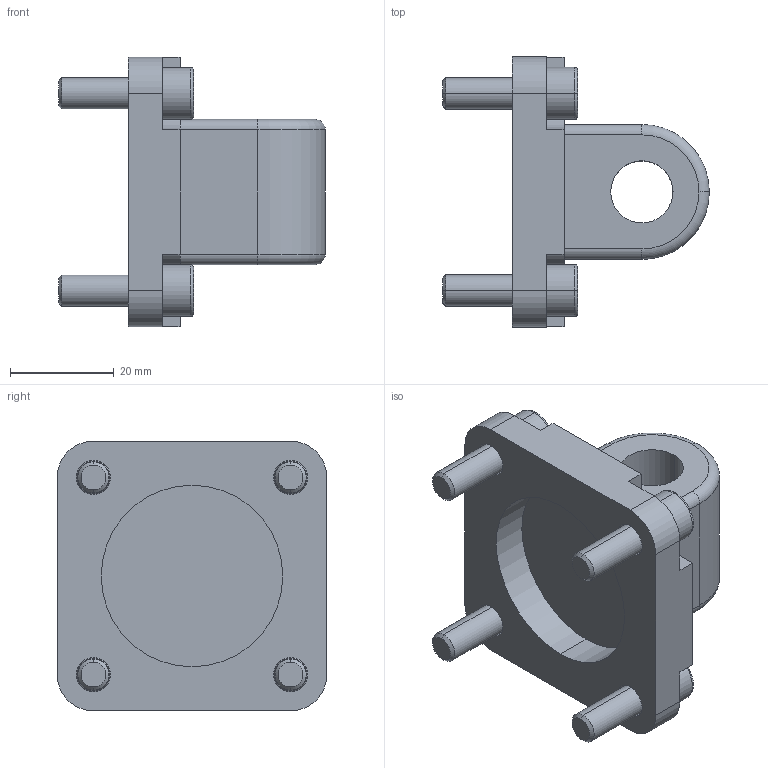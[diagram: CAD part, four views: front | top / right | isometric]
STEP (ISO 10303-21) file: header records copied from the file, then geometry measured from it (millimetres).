
FILE_DESCRIPTION(('HOOPS Exchange Step'),'2;1');
FILE_NAME('export-00B35DD9-6CA3-49E8-A4B1-07E89A9DAF52.stp','2022-08-15T10:00:00+02:00',('Engineering'),('Alibre'),'HOOPS Exchange 2021.0','Alibre','Unknown authorisation');
FILE_SCHEMA( ('AP242_MANAGED_MODEL_BASED_3D_ENGINEERING_MIM_LF {1 0 10303 442 1 1 4 }') );
Length unit declared in the file: millimetre
Products named in the file (3): 4023-2 W0950402004 Hinge - Model BA 040 ISOCylinder head screw DIN 912 M6x20; 4023-1 W0950402004 Hinge - Model BA 040 ISO; 4023 W0950402004 Hinge - Model BA 040 ISO
Assembly tree (5 placements, depth 2):
  4023 W0950402004 Hinge - Model BA 040 ISO
    4023-2 W0950402004 Hinge - Model BA 040 ISOCylinder head screw DIN 912 M6x20  x4
    4023-1 W0950402004 Hinge - Model BA 040 ISO
Bounding box: 51.4 x 52 x 52 mm (x, y, z)
Volume: 31668.9 mm3; surface area: 14535.8 mm2
Topology: 1 solids, 93 shells, 177 faces, 581 edges, 468 vertices
Faces by surface type: plane 83, cylinder 42, torus 28, cone 24
Entity records: 3028 total; most frequent: CARTESIAN_POINT 565, DIRECTION 532, ORIENTED_EDGE 408, EDGE_CURVE 251, AXIS2_PLACEMENT_3D 202, VERTEX_POINT 186, VECTOR 128, LINE 128
